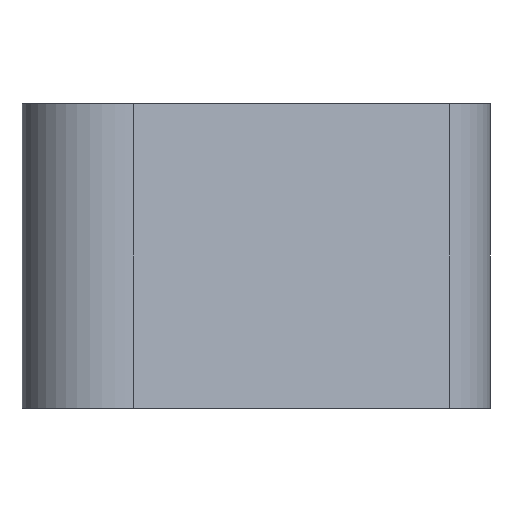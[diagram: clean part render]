
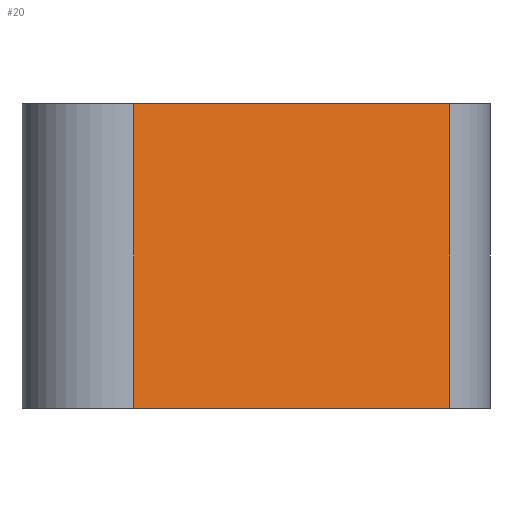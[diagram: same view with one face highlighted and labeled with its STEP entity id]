
A CAD part, left-side view. The second image highlights one B-rep face of the part: STEP entity #20.
In plain terms, the highlighted planar face has unit normal (-0.881, -0.472, 0).
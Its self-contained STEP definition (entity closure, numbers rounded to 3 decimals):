
#20=ADVANCED_FACE('',(#38),#306,.T.);
#38=FACE_OUTER_BOUND('',#56,.T.);
#56=EDGE_LOOP('',(#88,#89,#90,#91));
#88=ORIENTED_EDGE('',*,*,#181,.T.);
#89=ORIENTED_EDGE('',*,*,#182,.T.);
#90=ORIENTED_EDGE('',*,*,#183,.F.);
#91=ORIENTED_EDGE('',*,*,#179,.F.);
#179=EDGE_CURVE('',#272,#273,#227,.T.);
#181=EDGE_CURVE('',#272,#274,#229,.T.);
#182=EDGE_CURVE('',#274,#275,#230,.T.);
#183=EDGE_CURVE('',#273,#275,#231,.T.);
#227=(
BOUNDED_CURVE()
B_SPLINE_CURVE(1,(#529,#530),.UNSPECIFIED.,.F.,.F.)
B_SPLINE_CURVE_WITH_KNOTS((2,2),(0.,38.49),.UNSPECIFIED.)
CURVE()
GEOMETRIC_REPRESENTATION_ITEM()
RATIONAL_B_SPLINE_CURVE((1.,1.))
REPRESENTATION_ITEM('')
);
#229=(
BOUNDED_CURVE()
B_SPLINE_CURVE(2,(#536,#537,#538),.UNSPECIFIED.,.F.,.F.)
B_SPLINE_CURVE_WITH_KNOTS((3,3),(912.832,959.261),
 .UNSPECIFIED.)
CURVE()
GEOMETRIC_REPRESENTATION_ITEM()
RATIONAL_B_SPLINE_CURVE((1.,1.,1.))
REPRESENTATION_ITEM('')
);
#230=(
BOUNDED_CURVE()
B_SPLINE_CURVE(1,(#539,#540),.UNSPECIFIED.,.F.,.F.)
B_SPLINE_CURVE_WITH_KNOTS((2,2),(0.,38.49),.UNSPECIFIED.)
CURVE()
GEOMETRIC_REPRESENTATION_ITEM()
RATIONAL_B_SPLINE_CURVE((1.,1.))
REPRESENTATION_ITEM('')
);
#231=(
BOUNDED_CURVE()
B_SPLINE_CURVE(2,(#541,#542,#543),.UNSPECIFIED.,.F.,.F.)
B_SPLINE_CURVE_WITH_KNOTS((3,3),(912.832,959.261),
 .UNSPECIFIED.)
CURVE()
GEOMETRIC_REPRESENTATION_ITEM()
RATIONAL_B_SPLINE_CURVE((1.,1.,1.))
REPRESENTATION_ITEM('')
);
#272=VERTEX_POINT('',#470);
#273=VERTEX_POINT('',#471);
#274=VERTEX_POINT('',#472);
#275=VERTEX_POINT('',#473);
#306=PLANE('',#406);
#406=AXIS2_PLACEMENT_3D('',#448,#427,$);
#427=DIRECTION('',(-0.881,-0.472,0.));
#448=CARTESIAN_POINT('',(-40.101,75.967,-42.));
#470=CARTESIAN_POINT('',(-40.101,75.967,-42.));
#471=CARTESIAN_POINT('',(-40.101,75.967,-3.51));
#472=CARTESIAN_POINT('',(-18.672,35.967,-42.));
#473=CARTESIAN_POINT('',(-18.672,35.967,-3.51));
#529=CARTESIAN_POINT('',(-40.101,75.967,-42.));
#530=CARTESIAN_POINT('',(-40.101,75.967,-3.51));
#536=CARTESIAN_POINT('',(-40.101,75.967,-42.));
#537=CARTESIAN_POINT('',(-29.387,55.967,-42.));
#538=CARTESIAN_POINT('',(-18.672,35.967,-42.));
#539=CARTESIAN_POINT('',(-18.672,35.967,-42.));
#540=CARTESIAN_POINT('',(-18.672,35.967,-3.51));
#541=CARTESIAN_POINT('',(-40.101,75.967,-3.51));
#542=CARTESIAN_POINT('',(-29.387,55.967,-3.51));
#543=CARTESIAN_POINT('',(-18.672,35.967,-3.51));
